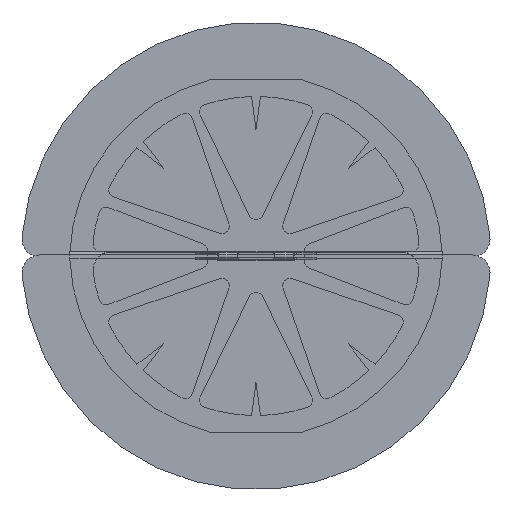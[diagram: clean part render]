
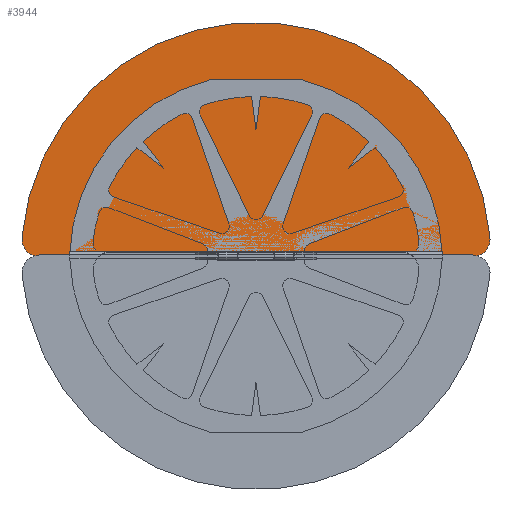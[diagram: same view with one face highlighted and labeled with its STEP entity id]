
A CAD part, left-side view. The second image highlights one B-rep face of the part: STEP entity #3944.
In plain terms, the highlighted face is planar.
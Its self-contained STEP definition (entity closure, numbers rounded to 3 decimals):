
#237=CIRCLE('',#4320,5.);
#240=CIRCLE('',#4324,63.);
#242=CIRCLE('',#4328,5.);
#613=FACE_OUTER_BOUND('',#839,.T.);
#839=EDGE_LOOP('',(#3628,#3629,#3630,#3631));
#1189=LINE('',#7062,#1539);
#1539=VECTOR('',#5451,115.568);
#1896=VERTEX_POINT('',#7039);
#1897=VERTEX_POINT('',#7040);
#1901=VERTEX_POINT('',#7050);
#1903=VERTEX_POINT('',#7058);
#2468=EDGE_CURVE('',#1896,#1897,#237,.T.);
#2474=EDGE_CURVE('',#1901,#1896,#240,.T.);
#2477=EDGE_CURVE('',#1903,#1901,#242,.T.);
#2479=EDGE_CURVE('',#1897,#1903,#1189,.T.);
#3628=ORIENTED_EDGE('',*,*,#2468,.F.);
#3629=ORIENTED_EDGE('',*,*,#2474,.F.);
#3630=ORIENTED_EDGE('',*,*,#2477,.F.);
#3631=ORIENTED_EDGE('',*,*,#2479,.F.);
#3736=PLANE('',#4330);
#3944=ADVANCED_FACE('',(#613),#3736,.T.);
#4320=AXIS2_PLACEMENT_3D('',#7041,#5426,#5427);
#4324=AXIS2_PLACEMENT_3D('',#7052,#5437,#5438);
#4328=AXIS2_PLACEMENT_3D('',#7059,#5446,#5447);
#4330=AXIS2_PLACEMENT_3D('',#7063,#5452,#5453);
#5426=DIRECTION('center_axis',(0.,0.,-1.));
#5427=DIRECTION('ref_axis',(0.737,-0.676,0.));
#5437=DIRECTION('center_axis',(0.,0.,-1.));
#5438=DIRECTION('ref_axis',(-1.,0.,0.));
#5446=DIRECTION('center_axis',(0.,0.,-1.));
#5447=DIRECTION('ref_axis',(-0.737,-0.676,0.));
#5451=DIRECTION('',(-1.,0.,0.));
#5452=DIRECTION('center_axis',(0.,0.,1.));
#5453=DIRECTION('ref_axis',(1.,0.,0.));
#7039=CARTESIAN_POINT('',(62.765,5.431,30.));
#7040=CARTESIAN_POINT('',(57.784,0.,30.));
#7041=CARTESIAN_POINT('Origin',(57.784,5.,30.));
#7050=CARTESIAN_POINT('',(-62.765,5.431,30.));
#7052=CARTESIAN_POINT('Origin',(0.,0.,30.));
#7058=CARTESIAN_POINT('',(-57.784,0.,30.));
#7059=CARTESIAN_POINT('Origin',(-57.784,5.,30.));
#7062=CARTESIAN_POINT('',(63.,0.,30.));
#7063=CARTESIAN_POINT('Origin',(0.,22.095,
30.));
